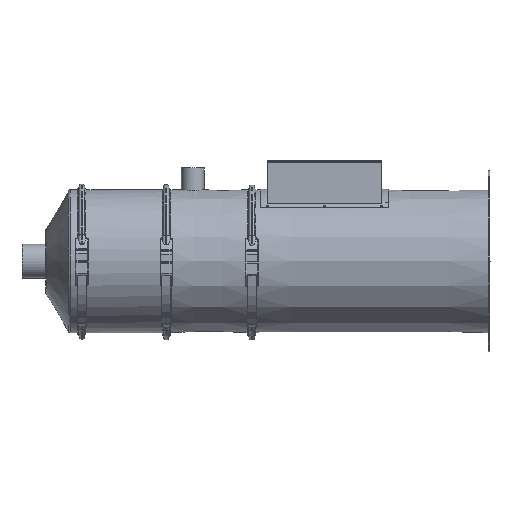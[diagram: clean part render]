
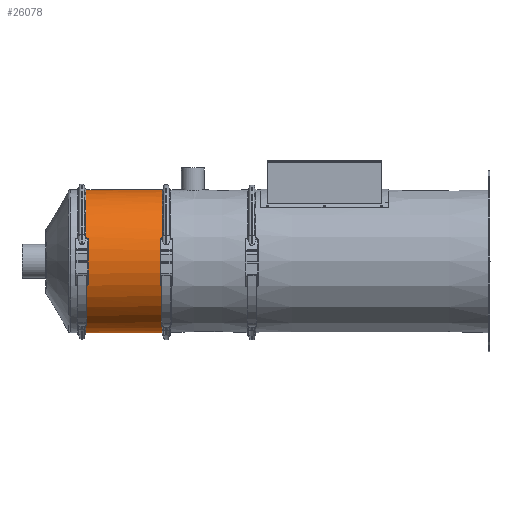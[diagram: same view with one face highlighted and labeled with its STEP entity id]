
A CAD part, left-side view. The second image highlights one B-rep face of the part: STEP entity #26078.
In plain terms, the highlighted cylindrical face has radius 126.52 mm (diameter 253.04 mm), a full revolution.
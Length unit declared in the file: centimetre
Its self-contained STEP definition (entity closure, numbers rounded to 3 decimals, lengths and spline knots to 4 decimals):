
#151=FACE_BOUND('',#4855,.T.);
#1048=CYLINDRICAL_SURFACE('',#28992,12.652);
#1454=B_SPLINE_CURVE_WITH_KNOTS('',3,(#42864,#42865,#42866,#42867,#42868,
#42869,#42870,#42871,#42872,#42873,#42874,#42875,#42876,#42877,#42878,#42879,
#42880,#42881,#42882,#42883,#42884,#42885,#42886,#42887,#42888,#42889),
 .UNSPECIFIED.,.F.,.F.,(4,2,2,2,2,2,2,2,2,2,2,2,4),(5.9526,7.1976,
9.5967,12.0146,14.4325,16.8505,19.2684,
21.6849,24.1015,26.518,28.9346,31.3305,
31.4172),.UNSPECIFIED.);
#1856=B_SPLINE_CURVE_WITH_KNOTS('',3,(#54812,#54813,#54814,#54815,#54816,
#54817,#54818,#54819,#54820,#54821,#54822,#54823,#54824,#54825,#54826,#54827),
 .UNSPECIFIED.,.F.,.F.,(4,2,2,2,2,2,2,4),(42.7068,42.753,
45.1548,47.5567,49.9606,52.3644,54.7683,
55.3642),.UNSPECIFIED.);
#3259=FACE_OUTER_BOUND('',#4854,.T.);
#4854=EDGE_LOOP('',(#22191,#22192,#22193,#22194,#22195,#22196,#22197,#22198,
#22199));
#4855=EDGE_LOOP('',(#22200,#22201,#22202,#22203));
#5345=LINE('',#42856,#6658);
#5346=LINE('',#42861,#6659);
#5640=LINE('',#48837,#6953);
#5642=LINE('',#48846,#6955);
#6139=LINE('',#56807,#7452);
#6658=VECTOR('',#31001,1.);
#6659=VECTOR('',#31006,1.);
#6953=VECTOR('',#32638,1.);
#6955=VECTOR('',#32646,1.);
#7452=VECTOR('',#35827,12.652);
#8434=CIRCLE('',#27635,12.652);
#8435=CIRCLE('',#27636,12.652);
#8448=CIRCLE('',#27654,12.652);
#9219=CIRCLE('',#28990,12.652);
#9220=CIRCLE('',#28991,12.652);
#9944=VERTEX_POINT('',#42850);
#9946=VERTEX_POINT('',#42854);
#9947=VERTEX_POINT('',#42858);
#9948=VERTEX_POINT('',#42860);
#10472=VERTEX_POINT('',#48775);
#10492=VERTEX_POINT('',#48835);
#10493=VERTEX_POINT('',#48836);
#10496=VERTEX_POINT('',#48844);
#10497=VERTEX_POINT('',#48845);
#11488=VERTEX_POINT('',#56802);
#11489=VERTEX_POINT('',#56803);
#12669=EDGE_CURVE('',#9944,#9946,#5345,.T.);
#12671=EDGE_CURVE('',#9948,#9947,#5346,.T.);
#12673=EDGE_CURVE('',#9946,#9948,#1454,.T.);
#13546=EDGE_CURVE('',#9944,#10472,#8434,.T.);
#13547=EDGE_CURVE('',#10472,#9947,#8435,.T.);
#13569=EDGE_CURVE('',#10492,#10493,#5640,.T.);
#13573=EDGE_CURVE('',#10496,#10497,#5642,.T.);
#13577=EDGE_CURVE('',#10493,#10496,#8448,.T.);
#14472=EDGE_CURVE('',#10497,#10492,#1856,.T.);
#15105=EDGE_CURVE('',#11488,#11489,#9219,.T.);
#15106=EDGE_CURVE('',#11489,#11488,#9220,.T.);
#15107=EDGE_CURVE('',#10472,#11489,#6139,.T.);
#22191=ORIENTED_EDGE('',*,*,#12671,.T.);
#22192=ORIENTED_EDGE('',*,*,#13547,.F.);
#22193=ORIENTED_EDGE('',*,*,#15107,.T.);
#22194=ORIENTED_EDGE('',*,*,#15106,.T.);
#22195=ORIENTED_EDGE('',*,*,#15105,.T.);
#22196=ORIENTED_EDGE('',*,*,#15107,.F.);
#22197=ORIENTED_EDGE('',*,*,#13546,.F.);
#22198=ORIENTED_EDGE('',*,*,#12669,.T.);
#22199=ORIENTED_EDGE('',*,*,#12673,.T.);
#22200=ORIENTED_EDGE('',*,*,#13577,.T.);
#22201=ORIENTED_EDGE('',*,*,#13573,.T.);
#22202=ORIENTED_EDGE('',*,*,#14472,.T.);
#22203=ORIENTED_EDGE('',*,*,#13569,.T.);
#26078=ADVANCED_FACE('',(#3259,#151),#1048,.T.);
#27635=AXIS2_PLACEMENT_3D('',#48776,#32602,#32603);
#27636=AXIS2_PLACEMENT_3D('',#48777,#32604,#32605);
#27654=AXIS2_PLACEMENT_3D('',#48853,#32654,#32655);
#28990=AXIS2_PLACEMENT_3D('',#56804,#35821,#35822);
#28991=AXIS2_PLACEMENT_3D('',#56805,#35823,#35824);
#28992=AXIS2_PLACEMENT_3D('',#56806,#35825,#35826);
#31001=DIRECTION('',(0.,1.,0.));
#31006=DIRECTION('',(0.,-1.,0.));
#32602=DIRECTION('center_axis',(0.,-1.,0.));
#32603=DIRECTION('ref_axis',(1.,0.,0.));
#32604=DIRECTION('center_axis',(0.,-1.,0.));
#32605=DIRECTION('ref_axis',(1.,0.,0.));
#32638=DIRECTION('',(0.,1.,0.));
#32646=DIRECTION('',(0.,-1.,0.));
#32654=DIRECTION('center_axis',(0.,1.,0.));
#32655=DIRECTION('ref_axis',(1.,0.,0.));
#35821=DIRECTION('center_axis',(0.,-1.,0.));
#35822=DIRECTION('ref_axis',(1.,0.,0.));
#35823=DIRECTION('center_axis',(0.,-1.,0.));
#35824=DIRECTION('ref_axis',(1.,0.,0.));
#35825=DIRECTION('center_axis',(0.,-1.,0.));
#35826=DIRECTION('ref_axis',(1.,0.,0.));
#35827=DIRECTION('',(0.,1.,0.));
#42850=CARTESIAN_POINT('',(-21.8494,-290.7173,4.8714));
#42854=CARTESIAN_POINT('',(-21.8494,-290.4795,4.8714));
#42856=CARTESIAN_POINT('',(-21.8494,-290.5998,4.8714));
#42858=CARTESIAN_POINT('',(-0.0398,-290.7173,2.8648));
#42860=CARTESIAN_POINT('',(-0.0398,-290.4795,2.8648));
#42861=CARTESIAN_POINT('',(-0.0398,-290.5998,2.8648));
#42864=CARTESIAN_POINT('Ctrl Pts',(-21.8494,-290.4795,
4.8714));
#42865=CARTESIAN_POINT('Ctrl Pts',(-21.5954,-290.4726,
5.2299));
#42866=CARTESIAN_POINT('Ctrl Pts',(-21.3235,-290.466,
5.5741));
#42867=CARTESIAN_POINT('Ctrl Pts',(-20.4844,-290.4474,
6.5308));
#42868=CARTESIAN_POINT('Ctrl Pts',(-19.8762,-290.4363,
7.0962));
#42869=CARTESIAN_POINT('Ctrl Pts',(-18.6039,-290.4166,8.0756));
#42870=CARTESIAN_POINT('Ctrl Pts',(-17.896,-290.4074,
8.5217));
#42871=CARTESIAN_POINT('Ctrl Pts',(-16.3831,-290.3915,
9.2709));
#42872=CARTESIAN_POINT('Ctrl Pts',(-15.5781,-290.3848,9.574));
#42873=CARTESIAN_POINT('Ctrl Pts',(-13.9246,-290.3742,
10.01));
#42874=CARTESIAN_POINT('Ctrl Pts',(-13.0747,-290.3705,10.1433));
#42875=CARTESIAN_POINT('Ctrl Pts',(-11.3891,-290.366,
10.2376));
#42876=CARTESIAN_POINT('Ctrl Pts',(-10.5532,-290.3653,
10.1985));
#42877=CARTESIAN_POINT('Ctrl Pts',(-8.9576,-290.3667,
9.9731));
#42878=CARTESIAN_POINT('Ctrl Pts',(-8.144,-290.3689,
9.7792));
#42879=CARTESIAN_POINT('Ctrl Pts',(-6.5513,-290.3762,9.2221));
#42880=CARTESIAN_POINT('Ctrl Pts',(-5.772,-290.3814,
8.8589));
#42881=CARTESIAN_POINT('Ctrl Pts',(-4.3046,-290.3947,
7.9826));
#42882=CARTESIAN_POINT('Ctrl Pts',(-3.6153,-290.4027,
7.4688));
#42883=CARTESIAN_POINT('Ctrl Pts',(-2.3694,-290.4211,
6.3308));
#42884=CARTESIAN_POINT('Ctrl Pts',(-1.813,-290.4314,
5.7066));
#42885=CARTESIAN_POINT('Ctrl Pts',(-0.8622,-290.453,
4.4147));
#42886=CARTESIAN_POINT('Ctrl Pts',(-0.4346,-290.4651,
3.7042));
#42887=CARTESIAN_POINT('Ctrl Pts',(-0.0653,-290.4786,
2.9197));
#42888=CARTESIAN_POINT('Ctrl Pts',(-0.0525,-290.4791,
2.8923));
#42889=CARTESIAN_POINT('Ctrl Pts',(-0.0398,-290.4795,
2.8648));
#48775=CARTESIAN_POINT('',(-24.1772,-290.7173,-2.4418));
#48776=CARTESIAN_POINT('Origin',(-11.5252,-290.7173,-2.4418));
#48777=CARTESIAN_POINT('Origin',(-11.5252,-290.7173,-2.4418));
#48835=CARTESIAN_POINT('',(-8.0274,-276.6221,9.7171));
#48836=CARTESIAN_POINT('',(-8.0274,-276.3815,9.7171));
#48837=CARTESIAN_POINT('',(-8.0274,-276.5018,9.7171));
#48844=CARTESIAN_POINT('',(0.7486,-276.3815,0.6287));
#48845=CARTESIAN_POINT('',(0.7486,-276.6221,0.6287));
#48846=CARTESIAN_POINT('',(0.7486,-276.5018,0.6287));
#48853=CARTESIAN_POINT('Origin',(-11.5252,-276.3815,-2.4418));
#54812=CARTESIAN_POINT('Ctrl Pts',(0.7486,-276.6221,0.6287));
#54813=CARTESIAN_POINT('Ctrl Pts',(0.7446,-276.6222,
0.6446));
#54814=CARTESIAN_POINT('Ctrl Pts',(0.7407,-276.6223,
0.6604));
#54815=CARTESIAN_POINT('Ctrl Pts',(0.5272,-276.6268,
1.4997));
#54816=CARTESIAN_POINT('Ctrl Pts',(0.2336,-276.6305,2.3026));
#54817=CARTESIAN_POINT('Ctrl Pts',(-0.4957,-276.636,
3.8135));
#54818=CARTESIAN_POINT('Ctrl Pts',(-0.9314,-276.6379,
4.5215));
#54819=CARTESIAN_POINT('Ctrl Pts',(-1.8941,-276.64,
5.8019));
#54820=CARTESIAN_POINT('Ctrl Pts',(-2.4537,-276.6402,
6.4175));
#54821=CARTESIAN_POINT('Ctrl Pts',(-3.7038,-276.639,
7.5384));
#54822=CARTESIAN_POINT('Ctrl Pts',(-4.3942,-276.6374,
8.0437));
#54823=CARTESIAN_POINT('Ctrl Pts',(-5.8615,-276.6326,8.9037));
#54824=CARTESIAN_POINT('Ctrl Pts',(-6.6397,-276.6293,9.2591));
#54825=CARTESIAN_POINT('Ctrl Pts',(-7.6311,-276.6242,
9.5978));
#54826=CARTESIAN_POINT('Ctrl Pts',(-7.829,-276.6232,9.66));
#54827=CARTESIAN_POINT('Ctrl Pts',(-8.0274,-276.6221,9.7171));
#56802=CARTESIAN_POINT('',(1.1269,-275.9264,-2.4418));
#56803=CARTESIAN_POINT('',(-24.1772,-275.9264,-2.4418));
#56804=CARTESIAN_POINT('Origin',(-11.5252,-275.9264,-2.4418));
#56805=CARTESIAN_POINT('Origin',(-11.5252,-275.9264,-2.4418));
#56806=CARTESIAN_POINT('Origin',(-11.5252,-283.3218,-2.4418));
#56807=CARTESIAN_POINT('',(-24.1772,-283.3218,-2.4418));
